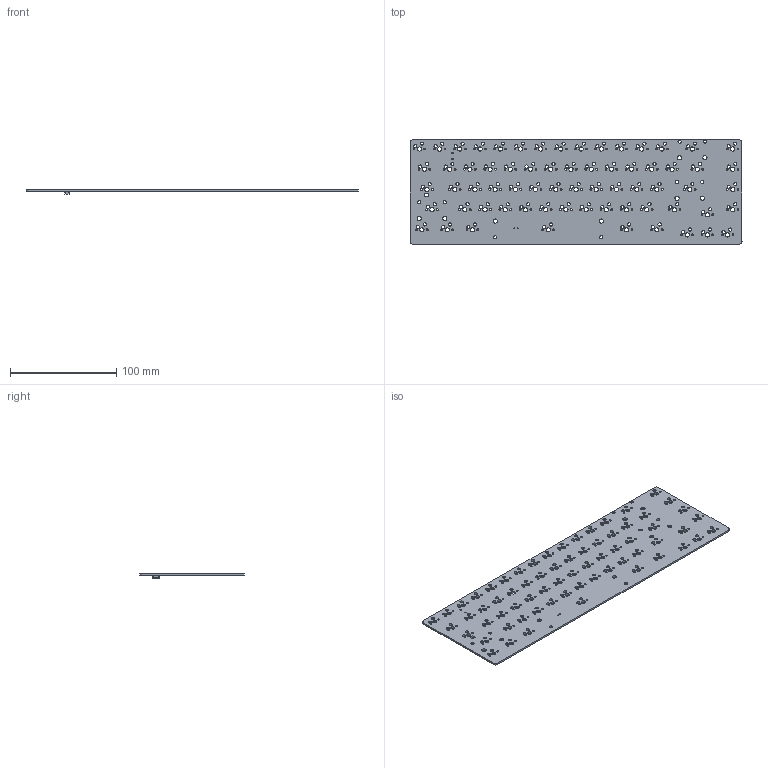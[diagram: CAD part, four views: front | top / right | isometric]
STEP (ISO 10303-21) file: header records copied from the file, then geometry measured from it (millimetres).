
FILE_DESCRIPTION(('KiCad electronic assembly'),'2;1');
FILE_NAME('Gentoo65_Hotswap_PCB.step','2022-02-26T22:13:46',('Pcbnew'),( 'Kicad'),'Open CASCADE STEP processor 7.6','KiCad to STEP converter' ,'Unknown');
FILE_SCHEMA(('AUTOMOTIVE_DESIGN { 1 0 10303 214 1 1 1 1 }'));
Length unit declared in the file: millimetre
Products named in the file (4): Gentoo65_Hotswap_PCB 1; SM04B-SRSS-TB; SOLID; Gentoo65_Hotswap PCB
Assembly tree (3 placements, depth 3):
  Gentoo65_Hotswap_PCB 1
    SM04B-SRSS-TB
      SOLID
    Gentoo65_Hotswap PCB
Bounding box: 312.93 x 98.61 x 4.5 mm (x, y, z)
Volume: 45758.3 mm3; surface area: 63490.5 mm2
Topology: 2 solids, 2 shells, 468 faces, 1375 edges, 916 vertices
Faces by surface type: cylinder 369, bspline 89, plane 10
Full cylindrical faces by diameter (mm): 0.3 x12, 0.9 x2, 1.75 x134, 3 x134, 3.048 x8, 3.988 x75
Entity records: 37499 total; most frequent: CARTESIAN_POINT 10940, DIRECTION 4159, ORIENTED_EDGE 2750, PCURVE 2750, DEFINITIONAL_REPRESENTATION 2750, LINE 1917, VECTOR 1917, EDGE_CURVE 1375
